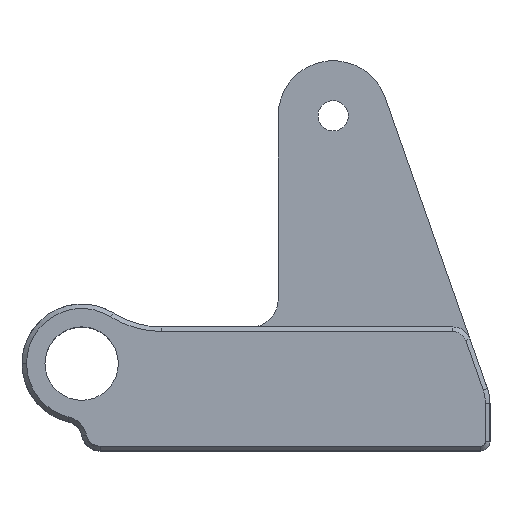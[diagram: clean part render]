
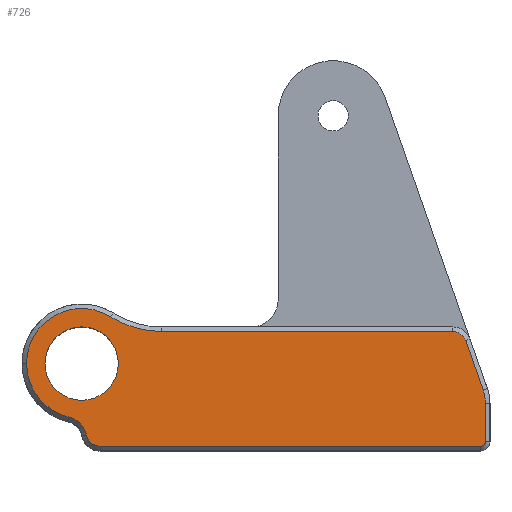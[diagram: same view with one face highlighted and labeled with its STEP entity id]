
A CAD part, top view. The second image highlights one B-rep face of the part: STEP entity #726.
In plain terms, the highlighted planar face has unit normal (0, 0, 1).
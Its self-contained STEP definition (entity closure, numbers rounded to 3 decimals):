
#15 = DIRECTION ( 'NONE',  ( 0., 0., 1. ) ) ;
#16 = DIRECTION ( 'NONE',  ( 0., 0., -1. ) ) ;
#46 = DIRECTION ( 'NONE',  ( -1., 0., 0. ) ) ;
#47 = CARTESIAN_POINT ( 'NONE',  ( 40.448, 3.5, 10. ) ) ;
#62 = CARTESIAN_POINT ( 'NONE',  ( 2., -9., 10. ) ) ;
#73 = DIRECTION ( 'NONE',  ( -0.331, 0.943, 0. ) ) ;
#84 = VECTOR ( 'NONE', #1675, 1000. ) ;
#91 = CARTESIAN_POINT ( 'NONE',  ( 4., 0., 10. ) ) ;
#102 = EDGE_CURVE ( 'NONE', #571, #606, #828, .T. ) ;
#104 = EDGE_CURVE ( 'NONE', #1285, #1640, #483, .T. ) ;
#106 = ORIENTED_EDGE ( 'NONE', *, *, #441, .T. ) ;
#107 = VECTOR ( 'NONE', #73, 1000. ) ;
#114 = DIRECTION ( 'NONE',  ( 0., 0., 1. ) ) ;
#124 = CIRCLE ( 'NONE', #2139, 4. ) ;
#131 = AXIS2_PLACEMENT_3D ( 'NONE', #1379, #375, #2411 ) ;
#133 = VERTEX_POINT ( 'NONE', #2371 ) ;
#141 = FACE_OUTER_BOUND ( 'NONE', #1735, .T. ) ;
#142 = DIRECTION ( 'NONE',  ( 0., 0., -1. ) ) ;
#143 = VERTEX_POINT ( 'NONE', #47 ) ;
#187 = LINE ( 'NONE', #1012, #84 ) ;
#227 = AXIS2_PLACEMENT_3D ( 'NONE', #1476, #1698, #252 ) ;
#228 = VERTEX_POINT ( 'NONE', #2399 ) ;
#229 = CARTESIAN_POINT ( 'NONE',  ( 43.746, -2.861, 10. ) ) ;
#233 = ORIENTED_EDGE ( 'NONE', *, *, #677, .T. ) ;
#236 = DIRECTION ( 'NONE',  ( 0., 0., -1. ) ) ;
#245 = EDGE_CURVE ( 'NONE', #1924, #1016, #2052, .T. ) ;
#252 = DIRECTION ( 'NONE',  ( -1., 0., 0. ) ) ;
#259 = DIRECTION ( 'NONE',  ( -1., 0., 0. ) ) ;
#275 = EDGE_CURVE ( 'NONE', #2123, #1859, #1569, .T. ) ;
#276 = ORIENTED_EDGE ( 'NONE', *, *, #1915, .T. ) ;
#303 = AXIS2_PLACEMENT_3D ( 'NONE', #1572, #114, #945 ) ;
#307 = EDGE_CURVE ( 'NONE', #228, #1016, #1043, .T. ) ;
#375 = DIRECTION ( 'NONE',  ( 0., 0., -1. ) ) ;
#441 = EDGE_CURVE ( 'NONE', #606, #571, #124, .T. ) ;
#457 = EDGE_CURVE ( 'NONE', #1640, #1042, #187, .T. ) ;
#483 = CIRCLE ( 'NONE', #227, 0.5 ) ;
#505 = VECTOR ( 'NONE', #1962, 1000. ) ;
#538 = CARTESIAN_POINT ( 'NONE',  ( 2., -7.5, 10. ) ) ;
#571 = VERTEX_POINT ( 'NONE', #1327 ) ;
#573 = ORIENTED_EDGE ( 'NONE', *, *, #245, .F. ) ;
#606 = VERTEX_POINT ( 'NONE', #91 ) ;
#677 = EDGE_CURVE ( 'NONE', #1042, #1827, #780, .T. ) ;
#713 = LINE ( 'NONE', #913, #107 ) ;
#726 = ADVANCED_FACE ( 'NONE', ( #141, #1167 ), #2000, .T. ) ;
#769 = CARTESIAN_POINT ( 'NONE',  ( 52., 3.5, 10. ) ) ;
#776 = DIRECTION ( 'NONE',  ( -1., 0., 0. ) ) ;
#780 = CIRCLE ( 'NONE', #303, 4.5 ) ;
#828 = CIRCLE ( 'NONE', #1789, 4. ) ;
#842 = ORIENTED_EDGE ( 'NONE', *, *, #1396, .T. ) ;
#863 = CARTESIAN_POINT ( 'NONE',  ( 0., 0., 10. ) ) ;
#886 = CARTESIAN_POINT ( 'NONE',  ( 43.5, -9., 10. ) ) ;
#887 = VERTEX_POINT ( 'NONE', #1891 ) ;
#897 = AXIS2_PLACEMENT_3D ( 'NONE', #1539, #2373, #46 ) ;
#898 = ORIENTED_EDGE ( 'NONE', *, *, #2375, .T. ) ;
#913 = CARTESIAN_POINT ( 'NONE',  ( 43.746, -2.861, 10. ) ) ;
#922 = EDGE_CURVE ( 'NONE', #1827, #133, #713, .T. ) ;
#945 = DIRECTION ( 'NONE',  ( -1., 0., 0. ) ) ;
#960 = DIRECTION ( 'NONE',  ( 1., 0., 0. ) ) ;
#967 = CARTESIAN_POINT ( 'NONE',  ( 0., 0., 10. ) ) ;
#972 = DIRECTION ( 'NONE',  ( 0., 0., 1. ) ) ;
#1012 = CARTESIAN_POINT ( 'NONE',  ( 44., 15.5, 10. ) ) ;
#1016 = VERTEX_POINT ( 'NONE', #1321 ) ;
#1019 = EDGE_LOOP ( 'NONE', ( #2443, #106 ) ) ;
#1042 = VERTEX_POINT ( 'NONE', #1529 ) ;
#1043 = CIRCLE ( 'NONE', #2402, 2.5 ) ;
#1091 = EDGE_CURVE ( 'NONE', #1859, #887, #1113, .T. ) ;
#1113 = CIRCLE ( 'NONE', #1982, 6. ) ;
#1128 = LINE ( 'NONE', #769, #505 ) ;
#1167 = FACE_BOUND ( 'NONE', #1019, .T. ) ;
#1188 = DIRECTION ( 'NONE',  ( 0., 0., 1. ) ) ;
#1280 = CARTESIAN_POINT ( 'NONE',  ( 0., 0., 10. ) ) ;
#1285 = VERTEX_POINT ( 'NONE', #886 ) ;
#1289 = CARTESIAN_POINT ( 'NONE',  ( 52., -9., 10. ) ) ;
#1308 = AXIS2_PLACEMENT_3D ( 'NONE', #538, #2028, #776 ) ;
#1321 = CARTESIAN_POINT ( 'NONE',  ( 0.529, -7.792, 10. ) ) ;
#1327 = CARTESIAN_POINT ( 'NONE',  ( -4., 0., 10. ) ) ;
#1330 = ORIENTED_EDGE ( 'NONE', *, *, #1091, .T. ) ;
#1379 = CARTESIAN_POINT ( 'NONE',  ( 8.732, 14., 10. ) ) ;
#1396 = EDGE_CURVE ( 'NONE', #133, #143, #1508, .T. ) ;
#1452 = DIRECTION ( 'NONE',  ( -1., 0., 0. ) ) ;
#1468 = CIRCLE ( 'NONE', #1689, 6. ) ;
#1476 = CARTESIAN_POINT ( 'NONE',  ( 43.5, -8.5, 10. ) ) ;
#1508 = CIRCLE ( 'NONE', #897, 1.5 ) ;
#1529 = CARTESIAN_POINT ( 'NONE',  ( 44., -4.353, 10. ) ) ;
#1539 = CARTESIAN_POINT ( 'NONE',  ( 40.448, 2., 10. ) ) ;
#1555 = ORIENTED_EDGE ( 'NONE', *, *, #922, .T. ) ;
#1569 = CIRCLE ( 'NONE', #131, 10.5 ) ;
#1572 = CARTESIAN_POINT ( 'NONE',  ( 39.5, -4.353, 10. ) ) ;
#1640 = VERTEX_POINT ( 'NONE', #2476 ) ;
#1675 = DIRECTION ( 'NONE',  ( 0., 1., 0. ) ) ;
#1685 = ORIENTED_EDGE ( 'NONE', *, *, #275, .T. ) ;
#1689 = AXIS2_PLACEMENT_3D ( 'NONE', #2100, #15, #259 ) ;
#1698 = DIRECTION ( 'NONE',  ( 0., 0., 1. ) ) ;
#1735 = EDGE_LOOP ( 'NONE', ( #1555, #842, #1958, #1685, #1330, #898, #1907, #573, #276, #2064, #2142, #233 ) ) ;
#1789 = AXIS2_PLACEMENT_3D ( 'NONE', #863, #236, #2498 ) ;
#1810 = DIRECTION ( 'NONE',  ( 1., 0., 0. ) ) ;
#1827 = VERTEX_POINT ( 'NONE', #229 ) ;
#1859 = VERTEX_POINT ( 'NONE', #2241 ) ;
#1891 = CARTESIAN_POINT ( 'NONE',  ( -6., 0., 10. ) ) ;
#1907 = ORIENTED_EDGE ( 'NONE', *, *, #307, .T. ) ;
#1915 = EDGE_CURVE ( 'NONE', #1924, #1285, #2167, .T. ) ;
#1924 = VERTEX_POINT ( 'NONE', #62 ) ;
#1925 = DIRECTION ( 'NONE',  ( 1., 0., 0. ) ) ;
#1958 = ORIENTED_EDGE ( 'NONE', *, *, #2020, .T. ) ;
#1962 = DIRECTION ( 'NONE',  ( -1., 0., 0. ) ) ;
#1982 = AXIS2_PLACEMENT_3D ( 'NONE', #967, #1188, #2651 ) ;
#1984 = VECTOR ( 'NONE', #1925, 1000. ) ;
#1997 = CARTESIAN_POINT ( 'NONE',  ( 8.732, 3.5, 10. ) ) ;
#2000 = PLANE ( 'NONE',  #2530 ) ;
#2020 = EDGE_CURVE ( 'NONE', #143, #2123, #1128, .T. ) ;
#2028 = DIRECTION ( 'NONE',  ( 0., 0., -1. ) ) ;
#2052 = CIRCLE ( 'NONE', #1308, 1.5 ) ;
#2064 = ORIENTED_EDGE ( 'NONE', *, *, #104, .T. ) ;
#2100 = CARTESIAN_POINT ( 'NONE',  ( 0., 0., 10. ) ) ;
#2123 = VERTEX_POINT ( 'NONE', #1997 ) ;
#2139 = AXIS2_PLACEMENT_3D ( 'NONE', #1280, #16, #1452 ) ;
#2142 = ORIENTED_EDGE ( 'NONE', *, *, #457, .T. ) ;
#2167 = LINE ( 'NONE', #1289, #1984 ) ;
#2194 = CARTESIAN_POINT ( 'NONE',  ( -1.923, -8.28, 10. ) ) ;
#2229 = CARTESIAN_POINT ( 'NONE',  ( 52., 15.5, 10. ) ) ;
#2241 = CARTESIAN_POINT ( 'NONE',  ( 3.175, 5.091, 10. ) ) ;
#2371 = CARTESIAN_POINT ( 'NONE',  ( 41.863, 2.497, 10. ) ) ;
#2373 = DIRECTION ( 'NONE',  ( 0., 0., 1. ) ) ;
#2375 = EDGE_CURVE ( 'NONE', #887, #228, #1468, .T. ) ;
#2399 = CARTESIAN_POINT ( 'NONE',  ( -1.358, -5.844, 10. ) ) ;
#2402 = AXIS2_PLACEMENT_3D ( 'NONE', #2194, #142, #960 ) ;
#2411 = DIRECTION ( 'NONE',  ( 1., 0., 0. ) ) ;
#2443 = ORIENTED_EDGE ( 'NONE', *, *, #102, .T. ) ;
#2476 = CARTESIAN_POINT ( 'NONE',  ( 44., -8.5, 10. ) ) ;
#2498 = DIRECTION ( 'NONE',  ( -1., 0., 0. ) ) ;
#2530 = AXIS2_PLACEMENT_3D ( 'NONE', #2229, #972, #1810 ) ;
#2651 = DIRECTION ( 'NONE',  ( -1., 0., 0. ) ) ;
